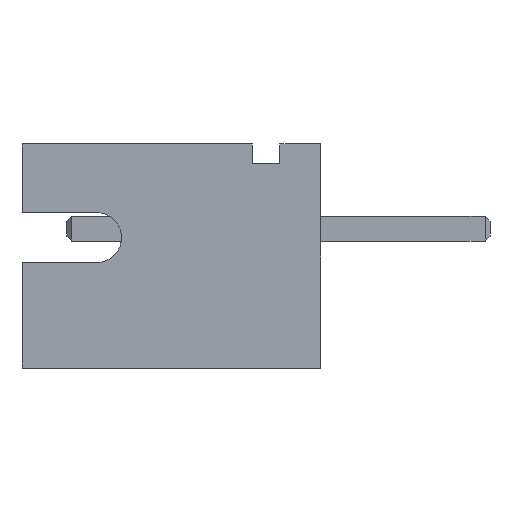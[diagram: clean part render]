
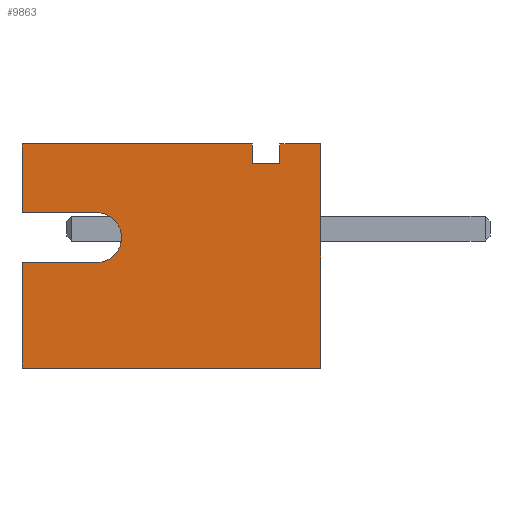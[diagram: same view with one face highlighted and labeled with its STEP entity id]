
A CAD part, left-side view. The second image highlights one B-rep face of the part: STEP entity #9863.
In plain terms, the highlighted planar face has unit normal (-1, 0, 0).
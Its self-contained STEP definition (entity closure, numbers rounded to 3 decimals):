
#101 = CARTESIAN_POINT ( 'NONE',  ( -1.95, 4.5, -0.68 ) ) ;
#106 = LINE ( 'NONE', #9574, #5491 ) ;
#148 = VERTEX_POINT ( 'NONE', #3225 ) ;
#163 = ORIENTED_EDGE ( 'NONE', *, *, #6169, .T. ) ;
#181 = LINE ( 'NONE', #3520, #8342 ) ;
#408 = EDGE_CURVE ( 'NONE', #5084, #1660, #9590, .T. ) ;
#548 = ORIENTED_EDGE ( 'NONE', *, *, #2510, .F. ) ;
#754 = VERTEX_POINT ( 'NONE', #6143 ) ;
#792 = CARTESIAN_POINT ( 'NONE',  ( -1.95, 6., -0.68 ) ) ;
#794 = VERTEX_POINT ( 'NONE', #7778 ) ;
#951 = CARTESIAN_POINT ( 'NONE',  ( -1.95, 6., 1.7 ) ) ;
#1109 = DIRECTION ( 'NONE',  ( 0., 0., 1. ) ) ;
#1138 = EDGE_CURVE ( 'NONE', #4662, #2439, #4778, .T. ) ;
#1250 = CARTESIAN_POINT ( 'NONE',  ( -1.95, 6., 1.7 ) ) ;
#1358 = EDGE_CURVE ( 'NONE', #2239, #794, #5961, .T. ) ;
#1660 = VERTEX_POINT ( 'NONE', #8514 ) ;
#1682 = LINE ( 'NONE', #792, #3045 ) ;
#1737 = DIRECTION ( 'NONE',  ( 0., -1., 0. ) ) ;
#1910 = ORIENTED_EDGE ( 'NONE', *, *, #2271, .F. ) ;
#1965 = LINE ( 'NONE', #5112, #3201 ) ;
#2145 = ORIENTED_EDGE ( 'NONE', *, *, #8875, .F. ) ;
#2222 = CARTESIAN_POINT ( 'NONE',  ( -1.95, 6., 1.7 ) ) ;
#2239 = VERTEX_POINT ( 'NONE', #4089 ) ;
#2271 = EDGE_CURVE ( 'NONE', #9211, #794, #6668, .T. ) ;
#2439 = VERTEX_POINT ( 'NONE', #9989 ) ;
#2510 = EDGE_CURVE ( 'NONE', #754, #9211, #10106, .T. ) ;
#2758 = CARTESIAN_POINT ( 'NONE',  ( -1.95, 6., 1.7 ) ) ;
#2989 = DIRECTION ( 'NONE',  ( 0., 0., 1. ) ) ;
#3036 = LINE ( 'NONE', #10189, #9591 ) ;
#3039 = EDGE_CURVE ( 'NONE', #148, #3056, #1965, .T. ) ;
#3045 = VECTOR ( 'NONE', #4819, 1000. ) ;
#3056 = VERTEX_POINT ( 'NONE', #9852 ) ;
#3201 = VECTOR ( 'NONE', #9808, 1000. ) ;
#3225 = CARTESIAN_POINT ( 'NONE',  ( -1.95, 0.82, 1.7 ) ) ;
#3228 = CARTESIAN_POINT ( 'NONE',  ( -1.95, 6., 1.7 ) ) ;
#3520 = CARTESIAN_POINT ( 'NONE',  ( -1.95, 0., 1.7 ) ) ;
#3625 = CARTESIAN_POINT ( 'NONE',  ( -1.95, 1.38, 1.3 ) ) ;
#3798 = EDGE_CURVE ( 'NONE', #2239, #4380, #106, .T. ) ;
#3835 = ORIENTED_EDGE ( 'NONE', *, *, #1358, .T. ) ;
#4018 = ORIENTED_EDGE ( 'NONE', *, *, #10153, .T. ) ;
#4089 = CARTESIAN_POINT ( 'NONE',  ( -1.95, 1.38, 1.3 ) ) ;
#4109 = ORIENTED_EDGE ( 'NONE', *, *, #3039, .F. ) ;
#4166 = ORIENTED_EDGE ( 'NONE', *, *, #1138, .F. ) ;
#4254 = CARTESIAN_POINT ( 'NONE',  ( -1.95, 0.82, 1.3 ) ) ;
#4302 = VERTEX_POINT ( 'NONE', #5255 ) ;
#4380 = VERTEX_POINT ( 'NONE', #8795 ) ;
#4456 = DIRECTION ( 'NONE',  ( 0., 0., -1. ) ) ;
#4623 = PLANE ( 'NONE',  #7337 ) ;
#4662 = VERTEX_POINT ( 'NONE', #10039 ) ;
#4773 = AXIS2_PLACEMENT_3D ( 'NONE', #6044, #9207, #5283 ) ;
#4778 = LINE ( 'NONE', #3228, #8564 ) ;
#4819 = DIRECTION ( 'NONE',  ( 0., -1., 0. ) ) ;
#5084 = VERTEX_POINT ( 'NONE', #101 ) ;
#5112 = CARTESIAN_POINT ( 'NONE',  ( -1.95, 6., 1.7 ) ) ;
#5191 = DIRECTION ( 'NONE',  ( 0., 0., 1. ) ) ;
#5255 = CARTESIAN_POINT ( 'NONE',  ( -1.95, 0., -2.8 ) ) ;
#5263 = DIRECTION ( 'NONE',  ( 1., 0., 0. ) ) ;
#5283 = DIRECTION ( 'NONE',  ( 0., 0., 1. ) ) ;
#5316 = ORIENTED_EDGE ( 'NONE', *, *, #7850, .F. ) ;
#5420 = DIRECTION ( 'NONE',  ( 0., 0., 1. ) ) ;
#5491 = VECTOR ( 'NONE', #6456, 1000. ) ;
#5713 = CARTESIAN_POINT ( 'NONE',  ( -1.95, 6., -2.8 ) ) ;
#5961 = LINE ( 'NONE', #3625, #10201 ) ;
#5998 = VECTOR ( 'NONE', #1737, 1000. ) ;
#6044 = CARTESIAN_POINT ( 'NONE',  ( -1.95, 4.5, -0.18 ) ) ;
#6079 = FACE_OUTER_BOUND ( 'NONE', #7099, .T. ) ;
#6143 = CARTESIAN_POINT ( 'NONE',  ( -1.95, 6., 0.32 ) ) ;
#6169 = EDGE_CURVE ( 'NONE', #4662, #4302, #6484, .T. ) ;
#6456 = DIRECTION ( 'NONE',  ( 0., -1., 0. ) ) ;
#6484 = LINE ( 'NONE', #5713, #5998 ) ;
#6668 = LINE ( 'NONE', #951, #8047 ) ;
#6883 = ORIENTED_EDGE ( 'NONE', *, *, #408, .F. ) ;
#7099 = EDGE_LOOP ( 'NONE', ( #6883, #5316, #4166, #163, #4018, #4109, #9891, #8505, #3835, #1910, #548, #2145 ) ) ;
#7282 = DIRECTION ( 'NONE',  ( 0., -1., 0. ) ) ;
#7337 = AXIS2_PLACEMENT_3D ( 'NONE', #2222, #5263, #4456 ) ;
#7358 = VECTOR ( 'NONE', #1109, 1000. ) ;
#7384 = EDGE_CURVE ( 'NONE', #4380, #148, #9900, .T. ) ;
#7778 = CARTESIAN_POINT ( 'NONE',  ( -1.95, 1.38, 1.7 ) ) ;
#7850 = EDGE_CURVE ( 'NONE', #2439, #5084, #1682, .T. ) ;
#8047 = VECTOR ( 'NONE', #7282, 1000. ) ;
#8156 = VECTOR ( 'NONE', #2989, 1000. ) ;
#8342 = VECTOR ( 'NONE', #8848, 1000. ) ;
#8505 = ORIENTED_EDGE ( 'NONE', *, *, #3798, .F. ) ;
#8514 = CARTESIAN_POINT ( 'NONE',  ( -1.95, 4.5, 0.32 ) ) ;
#8529 = DIRECTION ( 'NONE',  ( 0., 1., 0. ) ) ;
#8564 = VECTOR ( 'NONE', #5420, 1000. ) ;
#8795 = CARTESIAN_POINT ( 'NONE',  ( -1.95, 0.82, 1.3 ) ) ;
#8848 = DIRECTION ( 'NONE',  ( 0., 0., 1. ) ) ;
#8875 = EDGE_CURVE ( 'NONE', #1660, #754, #3036, .T. ) ;
#9207 = DIRECTION ( 'NONE',  ( -1., 0., 0. ) ) ;
#9211 = VERTEX_POINT ( 'NONE', #2758 ) ;
#9574 = CARTESIAN_POINT ( 'NONE',  ( -1.95, 1.38, 1.3 ) ) ;
#9590 = CIRCLE ( 'NONE', #4773, 0.5 ) ;
#9591 = VECTOR ( 'NONE', #8529, 1000. ) ;
#9808 = DIRECTION ( 'NONE',  ( 0., -1., 0. ) ) ;
#9852 = CARTESIAN_POINT ( 'NONE',  ( -1.95, 0., 1.7 ) ) ;
#9863 = ADVANCED_FACE ( 'NONE', ( #6079 ), #4623, .F. ) ;
#9891 = ORIENTED_EDGE ( 'NONE', *, *, #7384, .F. ) ;
#9900 = LINE ( 'NONE', #4254, #7358 ) ;
#9989 = CARTESIAN_POINT ( 'NONE',  ( -1.95, 6., -0.68 ) ) ;
#10039 = CARTESIAN_POINT ( 'NONE',  ( -1.95, 6., -2.8 ) ) ;
#10106 = LINE ( 'NONE', #1250, #8156 ) ;
#10153 = EDGE_CURVE ( 'NONE', #4302, #3056, #181, .T. ) ;
#10189 = CARTESIAN_POINT ( 'NONE',  ( -1.95, 6., 0.32 ) ) ;
#10201 = VECTOR ( 'NONE', #5191, 1000. ) ;
